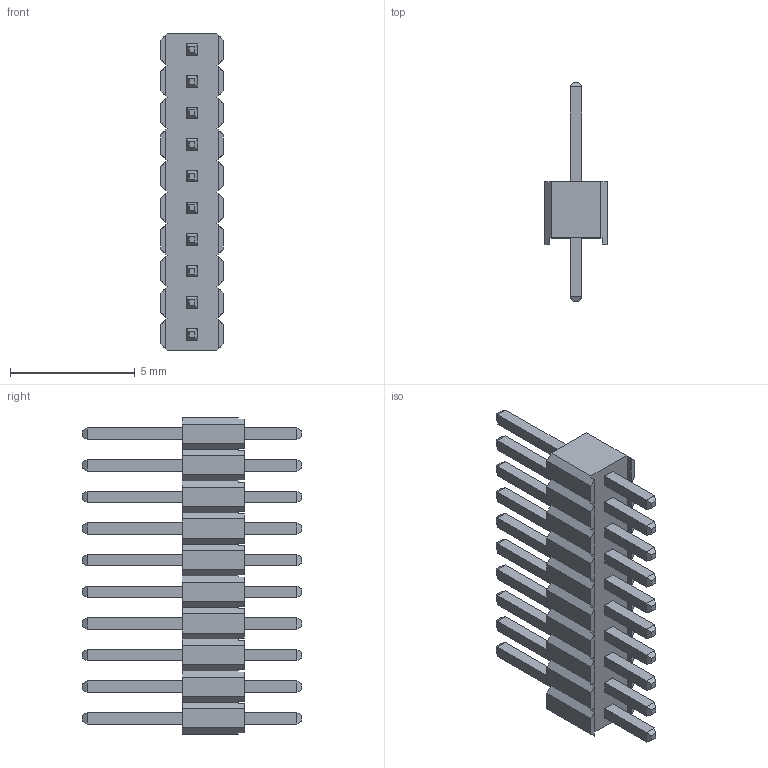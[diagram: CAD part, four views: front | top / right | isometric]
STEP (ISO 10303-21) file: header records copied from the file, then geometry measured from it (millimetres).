
FILE_DESCRIPTION(('STEP AP242'),'1');
FILE_NAME('m52-040023v1045.stp','2024-07-19T17:18:04',('TraceParts'),('TraceParts S.A.'),'Spatial InterOp 3D',' ',' ');
FILE_SCHEMA(('AP242_MANAGED_MODEL_BASED_3D_ENGINEERING_MIM_LF {1 0 10303 442 1 1 4}'));
Length unit declared in the file: millimetre
Products named in the file (1): m52-040023v1045_1
Bounding box: 2.5 x 8.8 x 12.7 mm (x, y, z)
Volume: 83.1 mm3; surface area: 348.4 mm2
Topology: 11 solids, 11 shells, 284 faces, 706 edges, 444 vertices
Faces by surface type: plane 284
Entity records: 11864 total; most frequent: CARTESIAN_POINT 1445, ORIENTED_EDGE 1412, DIRECTION 1296, STYLED_ITEM 717, PRESENTATION_STYLE_ASSIGNMENT 717, COLOUR_RGB 717, EDGE_CURVE 706, CURVE_STYLE 706
